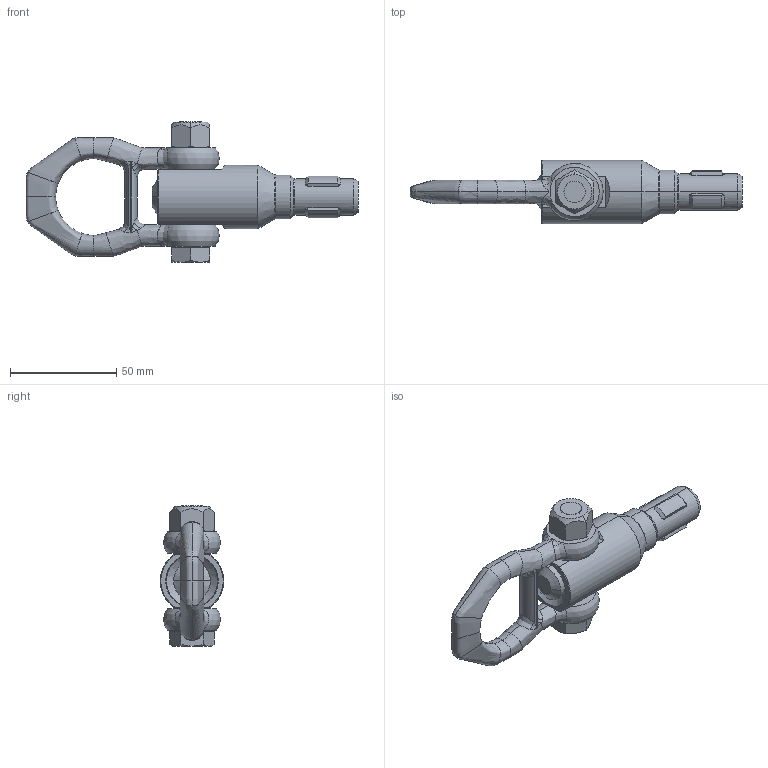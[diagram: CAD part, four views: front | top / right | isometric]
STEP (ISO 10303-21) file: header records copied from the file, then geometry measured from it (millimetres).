
FILE_DESCRIPTION(('STEP AP214'),'1');
FILE_NAME('HALDERN_EH_22352_3020.stp','2021-02-26T07:19:35',('TraceParts'),('TraceParts S.A.'),'Spatial InterOp 3D',' ',' ');
FILE_SCHEMA(('AUTOMOTIVE_DESIGN { 1 0 10303 214 1 1 1 1 }'));
Length unit declared in the file: millimetre
Products named in the file (1): HALDERN_EH_22352_3020_1
Bounding box: 156.3 x 30 x 66 mm (x, y, z)
Volume: 80994.8 mm3; surface area: 22589.2 mm2
Topology: 4 solids, 4 shells, 173 faces, 509 edges, 345 vertices
Faces by surface type: bspline 50, cylinder 43, plane 39, cone 32, torus 8, sphere 1
Entity records: 19999 total; most frequent: CARTESIAN_POINT 14286, ORIENTED_EDGE 1010, DIRECTION 781, EDGE_CURVE 505, VERTEX_POINT 345, AXIS2_PLACEMENT_3D 330, EDGE_LOOP 186, CIRCLE 181
